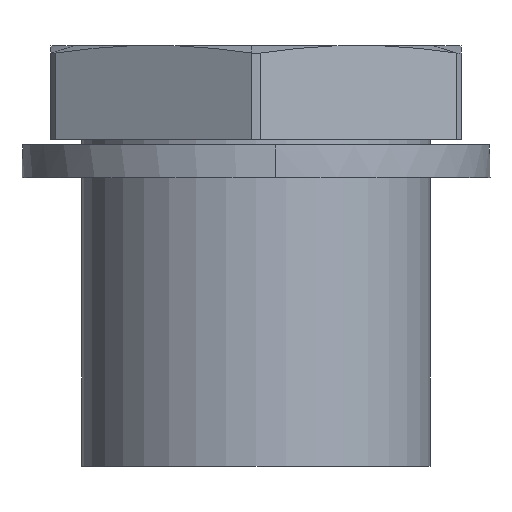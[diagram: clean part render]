
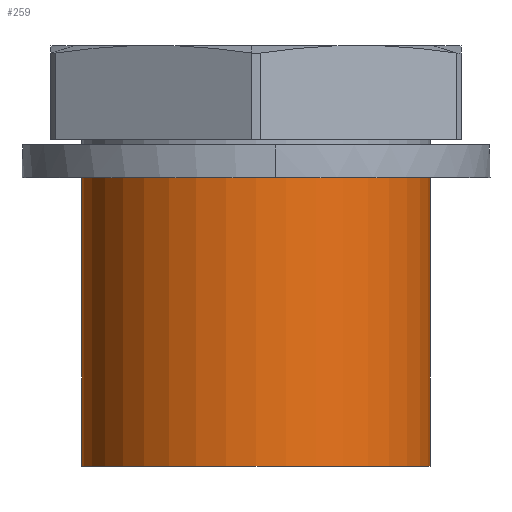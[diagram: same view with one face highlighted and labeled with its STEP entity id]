
A CAD part, front view. The second image highlights one B-rep face of the part: STEP entity #259.
In plain terms, the highlighted cylindrical face has radius 8 mm (diameter 16 mm), a partial arc.
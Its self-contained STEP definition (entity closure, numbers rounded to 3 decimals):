
#107=AXIS2_PLACEMENT_3D('Circle Axis2P3D',#105,#106,$) ;
#194=AXIS2_PLACEMENT_3D('Cylinder Axis2P3D',#191,#192,#193) ;
#243=AXIS2_PLACEMENT_3D('Circle Axis2P3D',#241,#242,$) ;
#100=CARTESIAN_POINT('Vertex',(18.75,10.75,13.25)) ;
#102=CARTESIAN_POINT('Vertex',(2.75,10.75,13.25)) ;
#105=CARTESIAN_POINT('Axis2P3D Location',(10.75,10.75,13.25)) ;
#191=CARTESIAN_POINT('Axis2P3D Location',(10.75,10.75,7.5)) ;
#234=CARTESIAN_POINT('Line Origine',(2.75,10.75,7.5)) ;
#238=CARTESIAN_POINT('Vertex',(2.75,10.75,0.)) ;
#241=CARTESIAN_POINT('Axis2P3D Location',(10.75,10.75,0.)) ;
#245=CARTESIAN_POINT('Vertex',(18.75,10.75,0.)) ;
#248=CARTESIAN_POINT('Line Origine',(18.75,10.75,7.5)) ;
#106=DIRECTION('Axis2P3D Direction',(0.,0.,1.)) ;
#192=DIRECTION('Axis2P3D Direction',(0.,0.,-1.)) ;
#193=DIRECTION('Axis2P3D XDirection',(1.,0.,0.)) ;
#235=DIRECTION('Vector Direction',(0.,0.,-1.)) ;
#242=DIRECTION('Axis2P3D Direction',(0.,0.,-1.)) ;
#249=DIRECTION('Vector Direction',(0.,0.,-1.)) ;
#236=VECTOR('Line Direction',#235,1.) ;
#250=VECTOR('Line Direction',#249,1.) ;
#254=ORIENTED_EDGE('',*,*,#240,.F.) ;
#255=ORIENTED_EDGE('',*,*,#247,.F.) ;
#256=ORIENTED_EDGE('',*,*,#252,.T.) ;
#257=ORIENTED_EDGE('',*,*,#109,.F.) ;
#259=ADVANCED_FACE('M16x1.5 KORTAPA (TL15)_1\\Solid1',(#258),#195,.T.) ;
#108=CIRCLE('generated circle',#107,8.) ;
#244=CIRCLE('generated circle',#243,8.) ;
#195=CYLINDRICAL_SURFACE('generated cylinder',#194,8.) ;
#109=EDGE_CURVE('',#103,#101,#108,.T.) ;
#240=EDGE_CURVE('',#239,#103,#237,.F.) ;
#247=EDGE_CURVE('',#246,#239,#244,.T.) ;
#252=EDGE_CURVE('',#246,#101,#251,.F.) ;
#253=EDGE_LOOP('',(#254,#255,#256,#257)) ;
#258=FACE_OUTER_BOUND('',#253,.T.) ;
#237=LINE('Line',#234,#236) ;
#251=LINE('Line',#248,#250) ;
#101=VERTEX_POINT('',#100) ;
#103=VERTEX_POINT('',#102) ;
#239=VERTEX_POINT('',#238) ;
#246=VERTEX_POINT('',#245) ;
